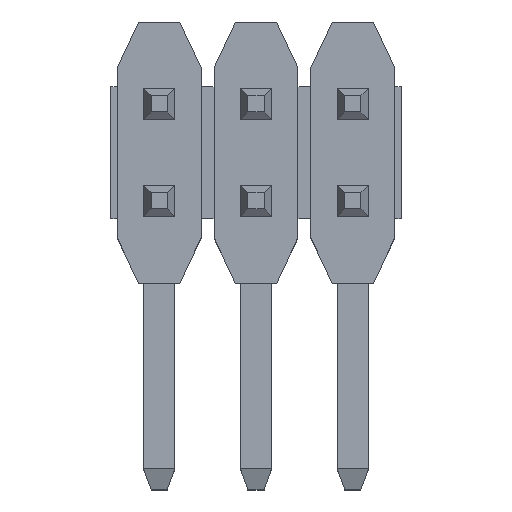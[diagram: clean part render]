
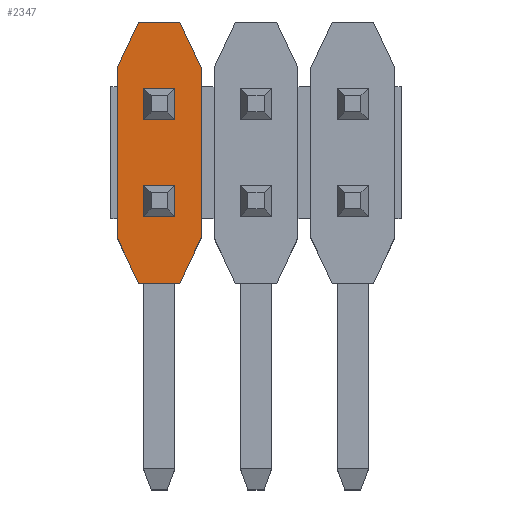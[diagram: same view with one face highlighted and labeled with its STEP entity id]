
A CAD part, top view. The second image highlights one B-rep face of the part: STEP entity #2347.
In plain terms, the highlighted planar face has unit normal (0, 0, 1).
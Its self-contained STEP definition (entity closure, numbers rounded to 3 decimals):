
#28 = ORIENTED_EDGE ( 'NONE', *, *, #4104, .F. ) ;
#40 = CARTESIAN_POINT ( 'NONE',  ( -1.065, -0.84, 0. ) ) ;
#79 = CARTESIAN_POINT ( 'NONE',  ( -1.065, 0.43, 0. ) ) ;
#81 = EDGE_CURVE ( 'NONE', #1647, #4220, #2448, .T. ) ;
#137 = CARTESIAN_POINT ( 'NONE',  ( -1.54, -1.715, 0. ) ) ;
#145 = ORIENTED_EDGE ( 'NONE', *, *, #3288, .F. ) ;
#158 = DIRECTION ( 'NONE',  ( 0.423, -0.906, 0. ) ) ;
#200 = LINE ( 'NONE', #1177, #3232 ) ;
#217 = VECTOR ( 'NONE', #531, 1000. ) ;
#292 = CARTESIAN_POINT ( 'NONE',  ( -1.065, -0.84, 0. ) ) ;
#301 = CARTESIAN_POINT ( 'NONE',  ( -1.54, 1.715, 0. ) ) ;
#353 = CARTESIAN_POINT ( 'NONE',  ( -1.54, 1.715, 0. ) ) ;
#359 = VERTEX_POINT ( 'NONE', #2972 ) ;
#382 = VERTEX_POINT ( 'NONE', #871 ) ;
#406 = CARTESIAN_POINT ( 'NONE',  ( -1.065, -0.43, 0. ) ) ;
#430 = LINE ( 'NONE', #137, #1384 ) ;
#434 = VERTEX_POINT ( 'NONE', #1043 ) ;
#531 = DIRECTION ( 'NONE',  ( 1., 0., 0. ) ) ;
#586 = FACE_BOUND ( 'NONE', #1905, .T. ) ;
#611 = CARTESIAN_POINT ( 'NONE',  ( -1.54, -1.715, 0. ) ) ;
#694 = VECTOR ( 'NONE', #1294, 1000. ) ;
#703 = VECTOR ( 'NONE', #3482, 1000. ) ;
#827 = CARTESIAN_POINT ( 'NONE',  ( -1.065, 0.43, 0. ) ) ;
#871 = CARTESIAN_POINT ( 'NONE',  ( -1.475, 0.84, 0. ) ) ;
#953 = EDGE_CURVE ( 'NONE', #3158, #1283, #2393, .T. ) ;
#1043 = CARTESIAN_POINT ( 'NONE',  ( -1.475, -0.43, 0. ) ) ;
#1104 = CARTESIAN_POINT ( 'NONE',  ( -0.72, -1.115, 0. ) ) ;
#1112 = ORIENTED_EDGE ( 'NONE', *, *, #3796, .F. ) ;
#1116 = CARTESIAN_POINT ( 'NONE',  ( -1.82, 1.115, 0. ) ) ;
#1163 = CARTESIAN_POINT ( 'NONE',  ( -1.065, 0.84, 0. ) ) ;
#1177 = CARTESIAN_POINT ( 'NONE',  ( -1., 1.715, 0. ) ) ;
#1178 = DIRECTION ( 'NONE',  ( 0., 1., 0. ) ) ;
#1180 = ORIENTED_EDGE ( 'NONE', *, *, #3889, .T. ) ;
#1252 = EDGE_LOOP ( 'NONE', ( #2829, #1970, #28, #1112 ) ) ;
#1276 = EDGE_CURVE ( 'NONE', #2918, #1545, #430, .T. ) ;
#1283 = VERTEX_POINT ( 'NONE', #2714 ) ;
#1294 = DIRECTION ( 'NONE',  ( 0., 1., 0. ) ) ;
#1318 = VECTOR ( 'NONE', #3978, 1000. ) ;
#1325 = ORIENTED_EDGE ( 'NONE', *, *, #3416, .T. ) ;
#1384 = VECTOR ( 'NONE', #158, 1000. ) ;
#1385 = EDGE_CURVE ( 'NONE', #4220, #3789, #200, .T. ) ;
#1389 = ORIENTED_EDGE ( 'NONE', *, *, #1846, .T. ) ;
#1396 = ORIENTED_EDGE ( 'NONE', *, *, #953, .T. ) ;
#1462 = VERTEX_POINT ( 'NONE', #827 ) ;
#1508 = LINE ( 'NONE', #2160, #703 ) ;
#1523 = VECTOR ( 'NONE', #1678, 1000. ) ;
#1545 = VERTEX_POINT ( 'NONE', #611 ) ;
#1577 = ORIENTED_EDGE ( 'NONE', *, *, #3888, .T. ) ;
#1610 = ORIENTED_EDGE ( 'NONE', *, *, #1276, .T. ) ;
#1647 = VERTEX_POINT ( 'NONE', #1104 ) ;
#1658 = DIRECTION ( 'NONE',  ( -0.423, -0.906, 0. ) ) ;
#1678 = DIRECTION ( 'NONE',  ( 1., 0., 0. ) ) ;
#1698 = EDGE_CURVE ( 'NONE', #382, #3164, #2667, .T. ) ;
#1703 = CARTESIAN_POINT ( 'NONE',  ( -1.475, -0.84, 0. ) ) ;
#1731 = VERTEX_POINT ( 'NONE', #406 ) ;
#1762 = EDGE_CURVE ( 'NONE', #434, #4067, #3347, .T. ) ;
#1789 = AXIS2_PLACEMENT_3D ( 'NONE', #2856, #3558, #2550 ) ;
#1816 = DIRECTION ( 'NONE',  ( -1., 0., 0. ) ) ;
#1846 = EDGE_CURVE ( 'NONE', #1545, #359, #1852, .T. ) ;
#1852 = LINE ( 'NONE', #3426, #217 ) ;
#1905 = EDGE_LOOP ( 'NONE', ( #3182, #2697, #145, #3485 ) ) ;
#1970 = ORIENTED_EDGE ( 'NONE', *, *, #1698, .F. ) ;
#2055 = CARTESIAN_POINT ( 'NONE',  ( -1.475, -0.84, 0. ) ) ;
#2099 = DIRECTION ( 'NONE',  ( 0., -1., 0. ) ) ;
#2160 = CARTESIAN_POINT ( 'NONE',  ( -1.065, 0.43, 0. ) ) ;
#2215 = VECTOR ( 'NONE', #1816, 1000. ) ;
#2244 = VERTEX_POINT ( 'NONE', #1163 ) ;
#2254 = FACE_OUTER_BOUND ( 'NONE', #2854, .T. ) ;
#2279 = CARTESIAN_POINT ( 'NONE',  ( -1.065, -0.84, 0. ) ) ;
#2347 = ADVANCED_FACE ( 'NONE', ( #3274, #586, #2254 ), #4234, .F. ) ;
#2393 = LINE ( 'NONE', #353, #4061 ) ;
#2416 = LINE ( 'NONE', #3074, #3246 ) ;
#2418 = EDGE_CURVE ( 'NONE', #3986, #1731, #3577, .T. ) ;
#2431 = ORIENTED_EDGE ( 'NONE', *, *, #1385, .T. ) ;
#2448 = LINE ( 'NONE', #3810, #2874 ) ;
#2457 = LINE ( 'NONE', #1116, #3319 ) ;
#2487 = DIRECTION ( 'NONE',  ( -1., 0., 0. ) ) ;
#2533 = CARTESIAN_POINT ( 'NONE',  ( -1.475, 0.43, 0. ) ) ;
#2550 = DIRECTION ( 'NONE',  ( -1., 0., 0. ) ) ;
#2552 = EDGE_CURVE ( 'NONE', #4067, #3986, #3291, .T. ) ;
#2558 = ORIENTED_EDGE ( 'NONE', *, *, #81, .T. ) ;
#2630 = DIRECTION ( 'NONE',  ( 1., 0., 0. ) ) ;
#2651 = LINE ( 'NONE', #3990, #2215 ) ;
#2667 = LINE ( 'NONE', #4063, #3575 ) ;
#2691 = VECTOR ( 'NONE', #2630, 1000. ) ;
#2697 = ORIENTED_EDGE ( 'NONE', *, *, #1762, .F. ) ;
#2704 = CARTESIAN_POINT ( 'NONE',  ( -1.065, -0.43, 0. ) ) ;
#2714 = CARTESIAN_POINT ( 'NONE',  ( -1.82, 1.115, 0. ) ) ;
#2808 = VECTOR ( 'NONE', #3020, 1000. ) ;
#2829 = ORIENTED_EDGE ( 'NONE', *, *, #4068, .F. ) ;
#2854 = EDGE_LOOP ( 'NONE', ( #1396, #1577, #1610, #1389, #1180, #2558, #2431, #1325 ) ) ;
#2856 = CARTESIAN_POINT ( 'NONE',  ( 0., 0., 0. ) ) ;
#2874 = VECTOR ( 'NONE', #1178, 1000. ) ;
#2892 = VECTOR ( 'NONE', #2487, 1000. ) ;
#2918 = VERTEX_POINT ( 'NONE', #3064 ) ;
#2972 = CARTESIAN_POINT ( 'NONE',  ( -1., -1.715, 0. ) ) ;
#3020 = DIRECTION ( 'NONE',  ( 0., -1., 0. ) ) ;
#3064 = CARTESIAN_POINT ( 'NONE',  ( -1.82, -1.115, 0. ) ) ;
#3074 = CARTESIAN_POINT ( 'NONE',  ( -1., -1.715, 0. ) ) ;
#3089 = CARTESIAN_POINT ( 'NONE',  ( -0.72, 1.115, 0. ) ) ;
#3158 = VERTEX_POINT ( 'NONE', #301 ) ;
#3164 = VERTEX_POINT ( 'NONE', #2533 ) ;
#3182 = ORIENTED_EDGE ( 'NONE', *, *, #2552, .F. ) ;
#3232 = VECTOR ( 'NONE', #3498, 1000. ) ;
#3246 = VECTOR ( 'NONE', #4102, 1000. ) ;
#3274 = FACE_BOUND ( 'NONE', #1252, .T. ) ;
#3288 = EDGE_CURVE ( 'NONE', #1731, #434, #3383, .T. ) ;
#3291 = LINE ( 'NONE', #40, #1523 ) ;
#3319 = VECTOR ( 'NONE', #2099, 1000. ) ;
#3336 = LINE ( 'NONE', #79, #2691 ) ;
#3347 = LINE ( 'NONE', #1703, #2808 ) ;
#3383 = LINE ( 'NONE', #2704, #1318 ) ;
#3386 = DIRECTION ( 'NONE',  ( 0., -1., 0. ) ) ;
#3416 = EDGE_CURVE ( 'NONE', #3789, #3158, #4147, .T. ) ;
#3426 = CARTESIAN_POINT ( 'NONE',  ( -1., -1.715, 0. ) ) ;
#3449 = CARTESIAN_POINT ( 'NONE',  ( -1., 1.715, 0. ) ) ;
#3466 = CARTESIAN_POINT ( 'NONE',  ( -1., 1.715, 0. ) ) ;
#3482 = DIRECTION ( 'NONE',  ( 0., 1., 0. ) ) ;
#3485 = ORIENTED_EDGE ( 'NONE', *, *, #2418, .F. ) ;
#3498 = DIRECTION ( 'NONE',  ( -0.423, 0.906, 0. ) ) ;
#3558 = DIRECTION ( 'NONE',  ( 0., 0., -1. ) ) ;
#3575 = VECTOR ( 'NONE', #3386, 1000. ) ;
#3577 = LINE ( 'NONE', #2279, #694 ) ;
#3789 = VERTEX_POINT ( 'NONE', #3466 ) ;
#3796 = EDGE_CURVE ( 'NONE', #1462, #2244, #1508, .T. ) ;
#3810 = CARTESIAN_POINT ( 'NONE',  ( -0.72, 1.115, 0. ) ) ;
#3888 = EDGE_CURVE ( 'NONE', #1283, #2918, #2457, .T. ) ;
#3889 = EDGE_CURVE ( 'NONE', #359, #1647, #2416, .T. ) ;
#3978 = DIRECTION ( 'NONE',  ( -1., 0., 0. ) ) ;
#3986 = VERTEX_POINT ( 'NONE', #292 ) ;
#3990 = CARTESIAN_POINT ( 'NONE',  ( -1.065, 0.84, 0. ) ) ;
#4061 = VECTOR ( 'NONE', #1658, 1000. ) ;
#4063 = CARTESIAN_POINT ( 'NONE',  ( -1.475, 0.43, 0. ) ) ;
#4067 = VERTEX_POINT ( 'NONE', #2055 ) ;
#4068 = EDGE_CURVE ( 'NONE', #3164, #1462, #3336, .T. ) ;
#4102 = DIRECTION ( 'NONE',  ( 0.423, 0.906, 0. ) ) ;
#4104 = EDGE_CURVE ( 'NONE', #2244, #382, #2651, .T. ) ;
#4147 = LINE ( 'NONE', #3449, #2892 ) ;
#4220 = VERTEX_POINT ( 'NONE', #3089 ) ;
#4234 = PLANE ( 'NONE',  #1789 ) ;
